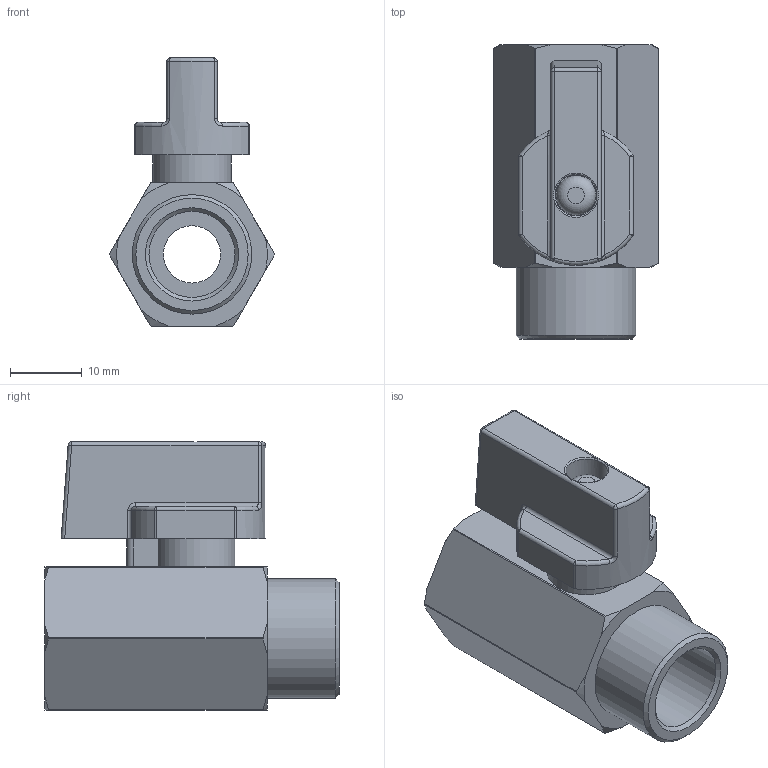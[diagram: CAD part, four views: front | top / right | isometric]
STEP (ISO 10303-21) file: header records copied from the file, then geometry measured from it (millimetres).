
FILE_DESCRIPTION(/* description */ ('Unknown'),/* implementation_level */ '2;1');
FILE_NAME(/* name */ '501-03',/* time_stamp */ '2022-01-18T10:54:08+01:00',/* author */ ('Unknown'),/* organization */ ('Unknown'),/* preprocessor_version */ 'ST-DEVELOPER v16.7',/* originating_system */ 'Solid Edge',/* authorisation */ 'Unknown');
FILE_SCHEMA (('AUTOMOTIVE_DESIGN {1 0 10303 214 3 1 1}'));
Length unit declared in the file: millimetre
Products named in the file (4): 501-03; Linsenkopfschraube_M3 x 12; 500-01-03_Hebel
Assembly tree (3 placements, depth 2):
  501-03
    Linsenkopfschraube_M3 x 12
    500-01-03_Hebel
    501-03
Bounding box: 23 x 41 x 37.4 mm (x, y, z)
Volume: 12712.5 mm3; surface area: 6663.7 mm2
Topology: 3 solids, 3 shells, 106 faces, 255 edges, 153 vertices
Faces by surface type: cylinder 38, plane 30, cone 16, torus 8, sphere 8, bspline 6
Full cylindrical faces by diameter (mm): 2.459 x1, 3 x1, 3.3 x1, 5.5 x1, 5.8 x1, 8 x1, 12 x1, 14.95 x1, 16.662 x1
Entity records: 3460 total; most frequent: CARTESIAN_POINT 686, DIRECTION 511, ORIENTED_EDGE 452, EDGE_CURVE 226, AXIS2_PLACEMENT_3D 217, VERTEX_POINT 146, EDGE_LOOP 130, FACE_BOUND 130
